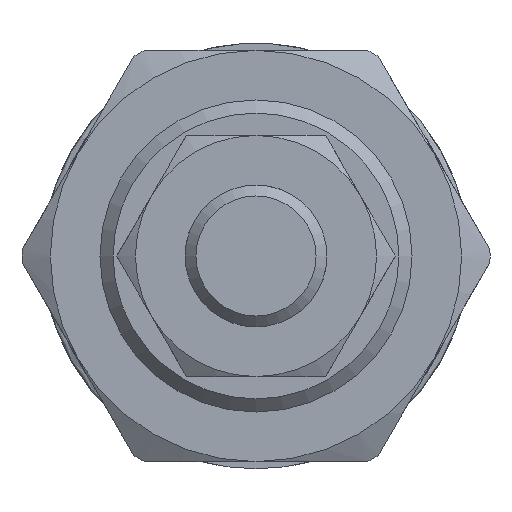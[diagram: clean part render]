
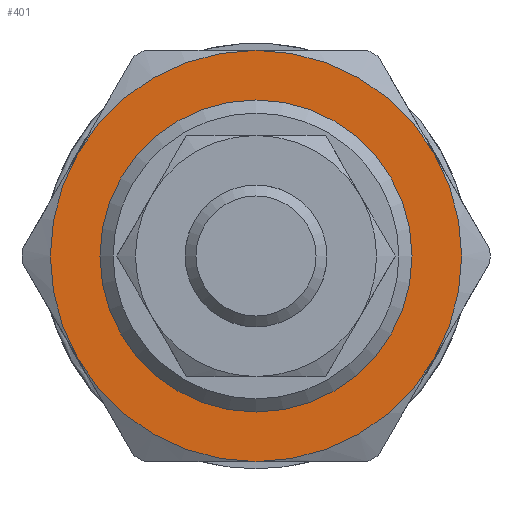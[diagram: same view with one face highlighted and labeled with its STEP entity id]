
A CAD part, left-side view. The second image highlights one B-rep face of the part: STEP entity #401.
In plain terms, the highlighted planar face has unit normal (-1, 0, 0).
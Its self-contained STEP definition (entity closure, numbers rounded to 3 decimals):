
#401 = ADVANCED_FACE( '', ( #807, #808 ), #809, .F. );
#807 = FACE_OUTER_BOUND( '', #1215, .T. );
#808 = FACE_BOUND( '', #1216, .T. );
#809 = PLANE( '', #1217 );
#1215 = EDGE_LOOP( '', ( #2002, #2003, #2004, #2005, #2006, #2007 ) );
#1216 = EDGE_LOOP( '', ( #2008 ) );
#1217 = AXIS2_PLACEMENT_3D( '', #2009, #2010, #2011 );
#2002 = ORIENTED_EDGE( '', *, *, #2328, .F. );
#2003 = ORIENTED_EDGE( '', *, *, #2317, .F. );
#2004 = ORIENTED_EDGE( '', *, *, #2457, .F. );
#2005 = ORIENTED_EDGE( '', *, *, #2464, .F. );
#2006 = ORIENTED_EDGE( '', *, *, #2313, .F. );
#2007 = ORIENTED_EDGE( '', *, *, #2397, .F. );
#2008 = ORIENTED_EDGE( '', *, *, #2333, .T. );
#2009 = CARTESIAN_POINT( '', ( 0., 0., 0. ) );
#2010 = DIRECTION( '', ( 1., 0., 0. ) );
#2011 = DIRECTION( '', ( 0., 0., -1. ) );
#2313 = EDGE_CURVE( '', #2614, #2568, #2730, .T. );
#2317 = EDGE_CURVE( '', #2734, #2735, #2736, .T. );
#2328 = EDGE_CURVE( '', #2735, #2750, #2751, .T. );
#2333 = EDGE_CURVE( '', #2758, #2758, #2759, .T. );
#2397 = EDGE_CURVE( '', #2750, #2614, #2853, .T. );
#2457 = EDGE_CURVE( '', #2667, #2734, #2929, .T. );
#2464 = EDGE_CURVE( '', #2568, #2667, #2938, .T. );
#2568 = VERTEX_POINT( '', #3102 );
#2614 = VERTEX_POINT( '', #3169 );
#2667 = VERTEX_POINT( '', #3283 );
#2730 = CIRCLE( '', #3407, 14.5 );
#2734 = VERTEX_POINT( '', #3411 );
#2735 = VERTEX_POINT( '', #3412 );
#2736 = CIRCLE( '', #3413, 14.5 );
#2750 = VERTEX_POINT( '', #3445 );
#2751 = CIRCLE( '', #3446, 14.5 );
#2758 = VERTEX_POINT( '', #3465 );
#2759 = CIRCLE( '', #3466, 11. );
#2853 = CIRCLE( '', #3604, 14.5 );
#2929 = CIRCLE( '', #3823, 14.5 );
#2938 = CIRCLE( '', #3847, 14.5 );
#3102 = CARTESIAN_POINT( '', ( 0., -12.557, 7.25 ) );
#3169 = CARTESIAN_POINT( '', ( 0., 0., 14.5 ) );
#3283 = CARTESIAN_POINT( '', ( 0., -12.557, -7.25 ) );
#3407 = AXIS2_PLACEMENT_3D( '', #4090, #4091, #4092 );
#3411 = CARTESIAN_POINT( '', ( 0., 0., -14.5 ) );
#3412 = CARTESIAN_POINT( '', ( 0., 12.557, -7.25 ) );
#3413 = AXIS2_PLACEMENT_3D( '', #4096, #4097, #4098 );
#3445 = CARTESIAN_POINT( '', ( 0., 12.557, 7.25 ) );
#3446 = AXIS2_PLACEMENT_3D( '', #4106, #4107, #4108 );
#3465 = CARTESIAN_POINT( '', ( 0., 0., -11. ) );
#3466 = AXIS2_PLACEMENT_3D( '', #4112, #4113, #4114 );
#3604 = AXIS2_PLACEMENT_3D( '', #4202, #4203, #4204 );
#3823 = AXIS2_PLACEMENT_3D( '', #4269, #4270, #4271 );
#3847 = AXIS2_PLACEMENT_3D( '', #4275, #4276, #4277 );
#4090 = CARTESIAN_POINT( '', ( 0., 0., 0. ) );
#4091 = DIRECTION( '', ( 1., 0., 0. ) );
#4092 = DIRECTION( '', ( 0., 0., -1. ) );
#4096 = CARTESIAN_POINT( '', ( 0., 0., 0. ) );
#4097 = DIRECTION( '', ( 1., 0., 0. ) );
#4098 = DIRECTION( '', ( 0., 0., -1. ) );
#4106 = CARTESIAN_POINT( '', ( 0., 0., 0. ) );
#4107 = DIRECTION( '', ( 1., 0., 0. ) );
#4108 = DIRECTION( '', ( 0., 0., -1. ) );
#4112 = CARTESIAN_POINT( '', ( 0., 0., 0. ) );
#4113 = DIRECTION( '', ( 1., 0., 0. ) );
#4114 = DIRECTION( '', ( 0., 0., -1. ) );
#4202 = CARTESIAN_POINT( '', ( 0., 0., 0. ) );
#4203 = DIRECTION( '', ( 1., 0., 0. ) );
#4204 = DIRECTION( '', ( 0., 0., -1. ) );
#4269 = CARTESIAN_POINT( '', ( 0., 0., 0. ) );
#4270 = DIRECTION( '', ( 1., 0., 0. ) );
#4271 = DIRECTION( '', ( 0., 0., -1. ) );
#4275 = CARTESIAN_POINT( '', ( 0., 0., 0. ) );
#4276 = DIRECTION( '', ( 1., 0., 0. ) );
#4277 = DIRECTION( '', ( 0., 0., -1. ) );
